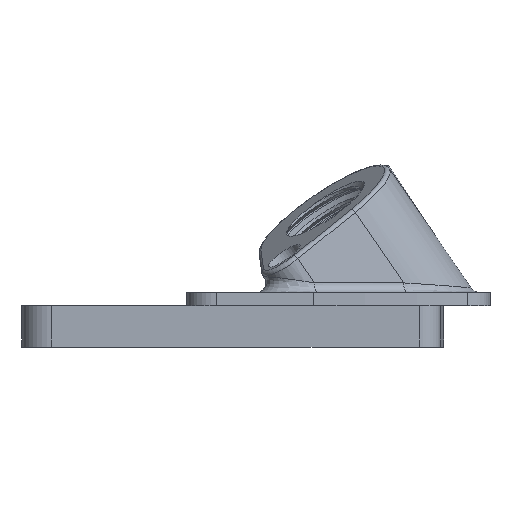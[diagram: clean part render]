
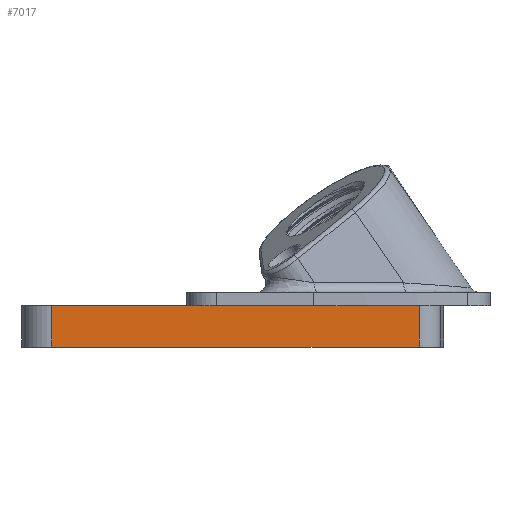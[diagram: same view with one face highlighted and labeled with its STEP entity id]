
A CAD part, left-side view. The second image highlights one B-rep face of the part: STEP entity #7017.
In plain terms, the highlighted planar face has unit normal (-1, 0, 0).
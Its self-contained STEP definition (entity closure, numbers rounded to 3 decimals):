
#2937 = PLANE('',#2938);
#2938 = AXIS2_PLACEMENT_3D('',#2939,#2940,#2941);
#2939 = CARTESIAN_POINT('',(0.,0.,-1.6));
#2940 = DIRECTION('',(0.,0.,1.));
#2941 = DIRECTION('',(1.,0.,0.));
#3400 = VERTEX_POINT('',#3401);
#3401 = CARTESIAN_POINT('',(-72.8,18.4,-1.6));
#3415 = PLANE('',#3416);
#3416 = AXIS2_PLACEMENT_3D('',#3417,#3418,#3419);
#3417 = CARTESIAN_POINT('',(0.,12.8,-1.6));
#3418 = DIRECTION('',(0.,0.,-1.));
#3419 = DIRECTION('',(-1.,0.,0.));
#5454 = EDGE_CURVE('',#3400,#5455,#5457,.T.);
#5455 = VERTEX_POINT('',#5456);
#5456 = CARTESIAN_POINT('',(-72.8,-9.8,-1.6));
#5457 = SURFACE_CURVE('',#5458,(#5462,#5469),.PCURVE_S1.);
#5458 = LINE('',#5459,#5460);
#5459 = CARTESIAN_POINT('',(-72.8,-4.9,-1.6));
#5460 = VECTOR('',#5461,1.);
#5461 = DIRECTION('',(0.,-1.,0.));
#5462 = PCURVE('',#2937,#5463);
#5463 = DEFINITIONAL_REPRESENTATION('',(#5464),#5468);
#5464 = LINE('',#5465,#5466);
#5465 = CARTESIAN_POINT('',(-72.8,-4.9));
#5466 = VECTOR('',#5467,1.);
#5467 = DIRECTION('',(0.,-1.));
#5468 = ( GEOMETRIC_REPRESENTATION_CONTEXT(2) 
PARAMETRIC_REPRESENTATION_CONTEXT() REPRESENTATION_CONTEXT('2D SPACE',''
  ) );
#5469 = PCURVE('',#5470,#5475);
#5470 = PLANE('',#5471);
#5471 = AXIS2_PLACEMENT_3D('',#5472,#5473,#5474);
#5472 = CARTESIAN_POINT('',(-72.8,-9.8,-1.6));
#5473 = DIRECTION('',(-1.,0.,0.));
#5474 = DIRECTION('',(0.,1.,0.));
#5475 = DEFINITIONAL_REPRESENTATION('',(#5476),#5480);
#5476 = LINE('',#5477,#5478);
#5477 = CARTESIAN_POINT('',(4.9,0.));
#5478 = VECTOR('',#5479,1.);
#5479 = DIRECTION('',(-1.,0.));
#5480 = ( GEOMETRIC_REPRESENTATION_CONTEXT(2) 
PARAMETRIC_REPRESENTATION_CONTEXT() REPRESENTATION_CONTEXT('2D SPACE',''
  ) );
#5499 = CYLINDRICAL_SURFACE('',#5500,2.6);
#5500 = AXIS2_PLACEMENT_3D('',#5501,#5502,#5503);
#5501 = CARTESIAN_POINT('',(-70.2,-9.8,-1.6));
#5502 = DIRECTION('',(0.,0.,-1.));
#5503 = DIRECTION('',(0.,-1.,0.));
#6025 = VERTEX_POINT('',#6026);
#6026 = CARTESIAN_POINT('',(-72.8,34.8,-1.6));
#6041 = CYLINDRICAL_SURFACE('',#6042,3.6);
#6042 = AXIS2_PLACEMENT_3D('',#6043,#6044,#6045);
#6043 = CARTESIAN_POINT('',(-69.2,34.8,-1.6));
#6044 = DIRECTION('',(0.,0.,-1.));
#6045 = DIRECTION('',(-1.,0.,0.));
#6053 = EDGE_CURVE('',#3400,#6025,#6054,.T.);
#6054 = SURFACE_CURVE('',#6055,(#6059,#6066),.PCURVE_S1.);
#6055 = LINE('',#6056,#6057);
#6056 = CARTESIAN_POINT('',(-72.8,-9.8,-1.6));
#6057 = VECTOR('',#6058,1.);
#6058 = DIRECTION('',(0.,1.,0.));
#6059 = PCURVE('',#3415,#6060);
#6060 = DEFINITIONAL_REPRESENTATION('',(#6061),#6065);
#6061 = LINE('',#6062,#6063);
#6062 = CARTESIAN_POINT('',(72.8,-22.6));
#6063 = VECTOR('',#6064,1.);
#6064 = DIRECTION('',(0.,1.));
#6065 = ( GEOMETRIC_REPRESENTATION_CONTEXT(2) 
PARAMETRIC_REPRESENTATION_CONTEXT() REPRESENTATION_CONTEXT('2D SPACE',''
  ) );
#6066 = PCURVE('',#5470,#6067);
#6067 = DEFINITIONAL_REPRESENTATION('',(#6068),#6072);
#6068 = LINE('',#6069,#6070);
#6069 = CARTESIAN_POINT('',(0.,0.));
#6070 = VECTOR('',#6071,1.);
#6071 = DIRECTION('',(1.,0.));
#6072 = ( GEOMETRIC_REPRESENTATION_CONTEXT(2) 
PARAMETRIC_REPRESENTATION_CONTEXT() REPRESENTATION_CONTEXT('2D SPACE',''
  ) );
#7017 = ADVANCED_FACE('',(#7018),#5470,.T.);
#7018 = FACE_BOUND('',#7019,.T.);
#7019 = EDGE_LOOP('',(#7020,#7021,#7022,#7045,#7073));
#7020 = ORIENTED_EDGE('',*,*,#5454,.F.);
#7021 = ORIENTED_EDGE('',*,*,#6053,.T.);
#7022 = ORIENTED_EDGE('',*,*,#7023,.T.);
#7023 = EDGE_CURVE('',#6025,#7024,#7026,.T.);
#7024 = VERTEX_POINT('',#7025);
#7025 = CARTESIAN_POINT('',(-72.8,34.8,-6.6));
#7026 = SURFACE_CURVE('',#7027,(#7031,#7038),.PCURVE_S1.);
#7027 = LINE('',#7028,#7029);
#7028 = CARTESIAN_POINT('',(-72.8,34.8,-1.6));
#7029 = VECTOR('',#7030,1.);
#7030 = DIRECTION('',(0.,0.,-1.));
#7031 = PCURVE('',#5470,#7032);
#7032 = DEFINITIONAL_REPRESENTATION('',(#7033),#7037);
#7033 = LINE('',#7034,#7035);
#7034 = CARTESIAN_POINT('',(44.6,0.));
#7035 = VECTOR('',#7036,1.);
#7036 = DIRECTION('',(0.,1.));
#7037 = ( GEOMETRIC_REPRESENTATION_CONTEXT(2) 
PARAMETRIC_REPRESENTATION_CONTEXT() REPRESENTATION_CONTEXT('2D SPACE',''
  ) );
#7038 = PCURVE('',#6041,#7039);
#7039 = DEFINITIONAL_REPRESENTATION('',(#7040),#7044);
#7040 = LINE('',#7041,#7042);
#7041 = CARTESIAN_POINT('',(0.,0.));
#7042 = VECTOR('',#7043,1.);
#7043 = DIRECTION('',(0.,1.));
#7044 = ( GEOMETRIC_REPRESENTATION_CONTEXT(2) 
PARAMETRIC_REPRESENTATION_CONTEXT() REPRESENTATION_CONTEXT('2D SPACE',''
  ) );
#7045 = ORIENTED_EDGE('',*,*,#7046,.F.);
#7046 = EDGE_CURVE('',#7047,#7024,#7049,.T.);
#7047 = VERTEX_POINT('',#7048);
#7048 = CARTESIAN_POINT('',(-72.8,-9.8,-6.6));
#7049 = SURFACE_CURVE('',#7050,(#7054,#7061),.PCURVE_S1.);
#7050 = LINE('',#7051,#7052);
#7051 = CARTESIAN_POINT('',(-72.8,-9.8,-6.6));
#7052 = VECTOR('',#7053,1.);
#7053 = DIRECTION('',(0.,1.,0.));
#7054 = PCURVE('',#5470,#7055);
#7055 = DEFINITIONAL_REPRESENTATION('',(#7056),#7060);
#7056 = LINE('',#7057,#7058);
#7057 = CARTESIAN_POINT('',(0.,5.));
#7058 = VECTOR('',#7059,1.);
#7059 = DIRECTION('',(1.,0.));
#7060 = ( GEOMETRIC_REPRESENTATION_CONTEXT(2) 
PARAMETRIC_REPRESENTATION_CONTEXT() REPRESENTATION_CONTEXT('2D SPACE',''
  ) );
#7061 = PCURVE('',#7062,#7067);
#7062 = PLANE('',#7063);
#7063 = AXIS2_PLACEMENT_3D('',#7064,#7065,#7066);
#7064 = CARTESIAN_POINT('',(0.,12.8,-6.6));
#7065 = DIRECTION('',(0.,0.,-1.));
#7066 = DIRECTION('',(-1.,0.,0.));
#7067 = DEFINITIONAL_REPRESENTATION('',(#7068),#7072);
#7068 = LINE('',#7069,#7070);
#7069 = CARTESIAN_POINT('',(72.8,-22.6));
#7070 = VECTOR('',#7071,1.);
#7071 = DIRECTION('',(0.,1.));
#7072 = ( GEOMETRIC_REPRESENTATION_CONTEXT(2) 
PARAMETRIC_REPRESENTATION_CONTEXT() REPRESENTATION_CONTEXT('2D SPACE',''
  ) );
#7073 = ORIENTED_EDGE('',*,*,#7074,.F.);
#7074 = EDGE_CURVE('',#5455,#7047,#7075,.T.);
#7075 = SURFACE_CURVE('',#7076,(#7080,#7087),.PCURVE_S1.);
#7076 = LINE('',#7077,#7078);
#7077 = CARTESIAN_POINT('',(-72.8,-9.8,-1.6));
#7078 = VECTOR('',#7079,1.);
#7079 = DIRECTION('',(0.,0.,-1.));
#7080 = PCURVE('',#5470,#7081);
#7081 = DEFINITIONAL_REPRESENTATION('',(#7082),#7086);
#7082 = LINE('',#7083,#7084);
#7083 = CARTESIAN_POINT('',(0.,0.));
#7084 = VECTOR('',#7085,1.);
#7085 = DIRECTION('',(0.,1.));
#7086 = ( GEOMETRIC_REPRESENTATION_CONTEXT(2) 
PARAMETRIC_REPRESENTATION_CONTEXT() REPRESENTATION_CONTEXT('2D SPACE',''
  ) );
#7087 = PCURVE('',#5499,#7088);
#7088 = DEFINITIONAL_REPRESENTATION('',(#7089),#7093);
#7089 = LINE('',#7090,#7091);
#7090 = CARTESIAN_POINT('',(1.571,0.));
#7091 = VECTOR('',#7092,1.);
#7092 = DIRECTION('',(0.,1.));
#7093 = ( GEOMETRIC_REPRESENTATION_CONTEXT(2) 
PARAMETRIC_REPRESENTATION_CONTEXT() REPRESENTATION_CONTEXT('2D SPACE',''
  ) );
